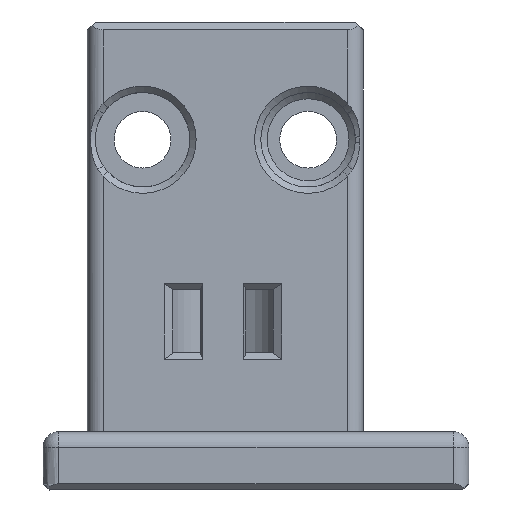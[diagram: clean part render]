
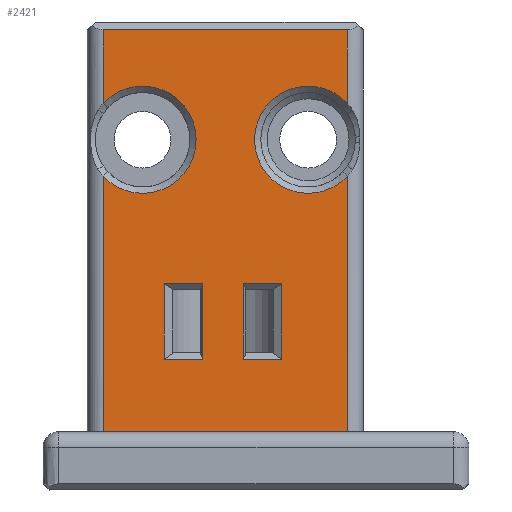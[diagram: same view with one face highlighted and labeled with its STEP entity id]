
A CAD part, front view. The second image highlights one B-rep face of the part: STEP entity #2421.
In plain terms, the highlighted face is planar.
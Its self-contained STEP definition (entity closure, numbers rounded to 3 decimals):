
#53=FACE_BOUND('',#452,.T.);
#54=FACE_BOUND('',#453,.T.);
#188=PLANE('',#2663);
#307=FACE_OUTER_BOUND('',#451,.T.);
#451=EDGE_LOOP('',(#2162,#2163,#2164,#2165,#2166,#2167,#2168,#2169));
#452=EDGE_LOOP('',(#2170,#2171,#2172,#2173));
#453=EDGE_LOOP('',(#2174,#2175,#2176,#2177));
#611=LINE('',#3942,#826);
#612=LINE('',#3950,#827);
#614=LINE('',#3958,#829);
#620=LINE('',#4000,#835);
#622=LINE('',#4007,#837);
#636=LINE('',#4071,#851);
#656=LINE('',#4423,#871);
#659=LINE('',#4433,#874);
#662=LINE('',#4441,#877);
#667=LINE('',#4454,#882);
#669=LINE('',#4459,#884);
#671=LINE('',#4462,#886);
#673=LINE('',#4466,#888);
#674=LINE('',#4468,#889);
#826=VECTOR('',#3103,10.);
#827=VECTOR('',#3106,10.);
#829=VECTOR('',#3112,10.);
#835=VECTOR('',#3122,10.);
#837=VECTOR('',#3128,10.);
#851=VECTOR('',#3176,10.);
#871=VECTOR('',#3266,10.);
#874=VECTOR('',#3275,10.);
#877=VECTOR('',#3282,10.);
#882=VECTOR('',#3295,10.);
#884=VECTOR('',#3301,10.);
#886=VECTOR('',#3305,10.);
#888=VECTOR('',#3311,10.);
#889=VECTOR('',#3314,10.);
#977=CIRCLE('',#2640,3.4);
#979=CIRCLE('',#2645,3.4);
#1132=VERTEX_POINT('',#3935);
#1134=VERTEX_POINT('',#3940);
#1135=VERTEX_POINT('',#3944);
#1139=VERTEX_POINT('',#3955);
#1140=VERTEX_POINT('',#3957);
#1149=VERTEX_POINT('',#3993);
#1151=VERTEX_POINT('',#3999);
#1154=VERTEX_POINT('',#4006);
#1197=VERTEX_POINT('',#4420);
#1198=VERTEX_POINT('',#4422);
#1201=VERTEX_POINT('',#4430);
#1202=VERTEX_POINT('',#4432);
#1204=VERTEX_POINT('',#4438);
#1205=VERTEX_POINT('',#4440);
#1208=VERTEX_POINT('',#4451);
#1209=VERTEX_POINT('',#4453);
#1426=EDGE_CURVE('',#1134,#1132,#611,.T.);
#1428=EDGE_CURVE('',#1135,#1134,#612,.T.);
#1432=EDGE_CURVE('',#1139,#1140,#614,.T.);
#1443=EDGE_CURVE('',#1149,#1151,#620,.T.);
#1447=EDGE_CURVE('',#1132,#1154,#622,.T.);
#1473=EDGE_CURVE('',#1151,#1139,#636,.T.);
#1508=EDGE_CURVE('',#1154,#1149,#977,.T.);
#1521=EDGE_CURVE('',#1140,#1135,#979,.T.);
#1525=EDGE_CURVE('',#1197,#1198,#656,.T.);
#1530=EDGE_CURVE('',#1201,#1202,#659,.T.);
#1534=EDGE_CURVE('',#1204,#1205,#662,.T.);
#1541=EDGE_CURVE('',#1208,#1209,#667,.T.);
#1544=EDGE_CURVE('',#1202,#1204,#669,.T.);
#1546=EDGE_CURVE('',#1205,#1201,#671,.T.);
#1548=EDGE_CURVE('',#1209,#1197,#673,.T.);
#1549=EDGE_CURVE('',#1198,#1208,#674,.T.);
#2162=ORIENTED_EDGE('',*,*,#1521,.F.);
#2163=ORIENTED_EDGE('',*,*,#1432,.F.);
#2164=ORIENTED_EDGE('',*,*,#1473,.F.);
#2165=ORIENTED_EDGE('',*,*,#1443,.F.);
#2166=ORIENTED_EDGE('',*,*,#1508,.F.);
#2167=ORIENTED_EDGE('',*,*,#1447,.F.);
#2168=ORIENTED_EDGE('',*,*,#1426,.F.);
#2169=ORIENTED_EDGE('',*,*,#1428,.F.);
#2170=ORIENTED_EDGE('',*,*,#1534,.F.);
#2171=ORIENTED_EDGE('',*,*,#1544,.F.);
#2172=ORIENTED_EDGE('',*,*,#1530,.F.);
#2173=ORIENTED_EDGE('',*,*,#1546,.F.);
#2174=ORIENTED_EDGE('',*,*,#1541,.F.);
#2175=ORIENTED_EDGE('',*,*,#1549,.F.);
#2176=ORIENTED_EDGE('',*,*,#1525,.F.);
#2177=ORIENTED_EDGE('',*,*,#1548,.F.);
#2421=ADVANCED_FACE('',(#307,#53,#54),#188,.F.);
#2640=AXIS2_PLACEMENT_3D('',#4201,#3242,#3243);
#2645=AXIS2_PLACEMENT_3D('',#4378,#3257,#3258);
#2663=AXIS2_PLACEMENT_3D('',#4467,#3312,#3313);
#3103=DIRECTION('',(0.,1.,0.));
#3106=DIRECTION('',(0.,0.,1.));
#3112=DIRECTION('',(0.,0.,1.));
#3122=DIRECTION('',(0.,0.,-1.));
#3128=DIRECTION('',(0.,0.,-1.));
#3176=DIRECTION('',(0.,-1.,0.));
#3242=DIRECTION('center_axis',(1.,0.,0.));
#3243=DIRECTION('ref_axis',(0.,-1.,0.));
#3257=DIRECTION('center_axis',(1.,0.,0.));
#3258=DIRECTION('ref_axis',(0.,1.,0.));
#3266=DIRECTION('',(0.,-1.,0.));
#3275=DIRECTION('',(0.,1.,0.));
#3282=DIRECTION('',(0.,-1.,0.));
#3295=DIRECTION('',(0.,1.,0.));
#3301=DIRECTION('',(0.,0.,1.));
#3305=DIRECTION('',(0.,0.,-1.));
#3311=DIRECTION('',(0.,0.,1.));
#3312=DIRECTION('center_axis',(-1.,0.,0.));
#3313=DIRECTION('ref_axis',(0.,-1.,0.));
#3314=DIRECTION('',(0.,0.,-1.));
#3935=CARTESIAN_POINT('',(57.714,-22.017,15.901));
#3940=CARTESIAN_POINT('',(57.714,-37.517,15.901));
#3942=CARTESIAN_POINT('',(57.714,-29.767,15.901));
#3944=CARTESIAN_POINT('',(57.714,-37.517,11.233));
#3950=CARTESIAN_POINT('',(57.714,-37.517,15.672));
#3955=CARTESIAN_POINT('',(57.714,-37.517,-9.599));
#3957=CARTESIAN_POINT('',(57.714,-37.517,6.625));
#3958=CARTESIAN_POINT('',(57.714,-37.517,15.672));
#3993=CARTESIAN_POINT('',(57.714,-22.017,6.62));
#3999=CARTESIAN_POINT('',(57.714,-22.017,-9.599));
#4000=CARTESIAN_POINT('',(57.714,-22.017,9.158));
#4006=CARTESIAN_POINT('',(57.714,-22.017,11.238));
#4007=CARTESIAN_POINT('',(57.714,-22.017,9.158));
#4071=CARTESIAN_POINT('',(57.714,-29.767,-9.599));
#4201=CARTESIAN_POINT('Origin',(57.714,-24.512,8.929));
#4378=CARTESIAN_POINT('Origin',(57.714,-35.017,8.929));
#4420=CARTESIAN_POINT('',(57.714,-31.192,-0.199));
#4422=CARTESIAN_POINT('',(57.714,-33.639,-0.199));
#4423=CARTESIAN_POINT('',(57.714,-29.767,-0.199));
#4430=CARTESIAN_POINT('',(57.714,-28.627,-4.999));
#4432=CARTESIAN_POINT('',(57.714,-26.181,-4.999));
#4433=CARTESIAN_POINT('',(57.714,-29.767,-4.999));
#4438=CARTESIAN_POINT('',(57.714,-26.181,-0.199));
#4440=CARTESIAN_POINT('',(57.714,-28.627,-0.199));
#4441=CARTESIAN_POINT('',(57.714,-29.767,-0.199));
#4451=CARTESIAN_POINT('',(57.714,-33.639,-4.999));
#4453=CARTESIAN_POINT('',(57.714,-31.192,-4.999));
#4454=CARTESIAN_POINT('',(57.714,-29.767,-4.999));
#4459=CARTESIAN_POINT('',(57.714,-26.181,-0.349));
#4462=CARTESIAN_POINT('',(57.714,-28.627,-0.599));
#4466=CARTESIAN_POINT('',(57.714,-31.192,-0.599));
#4467=CARTESIAN_POINT('Origin',(57.714,-29.767,13.415));
#4468=CARTESIAN_POINT('',(57.714,-33.639,-0.349));
